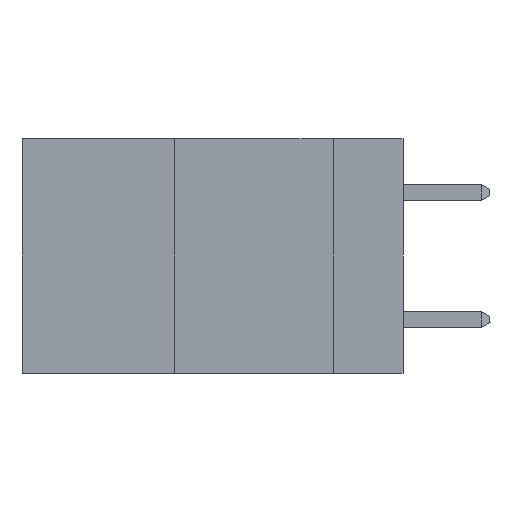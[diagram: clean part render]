
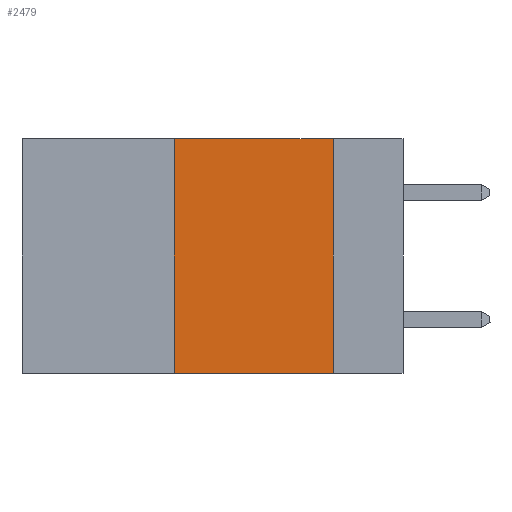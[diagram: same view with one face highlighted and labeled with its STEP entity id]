
A CAD part, left-side view. The second image highlights one B-rep face of the part: STEP entity #2479.
In plain terms, the highlighted planar face has unit normal (-1, 0, 0).
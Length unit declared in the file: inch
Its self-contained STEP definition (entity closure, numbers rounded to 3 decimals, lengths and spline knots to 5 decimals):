
#219 = VERTEX_POINT ( 'NONE', #1378 ) ;
#412 = DIRECTION ( 'NONE',  ( 0., 0., 1. ) ) ;
#678 = VECTOR ( 'NONE', #4995, 39.37008 ) ;
#1250 = EDGE_CURVE ( 'NONE', #3194, #8012, #9692, .T. ) ;
#1378 = CARTESIAN_POINT ( 'NONE',  ( 0., 0.36, -0.37 ) ) ;
#2341 = CARTESIAN_POINT ( 'NONE',  ( 0., 0.11, 0. ) ) ;
#2479 = ADVANCED_FACE ( 'NONE', ( #7205 ), #12712, .F. ) ;
#2530 = CARTESIAN_POINT ( 'NONE',  ( 0., 0.6, -0.37 ) ) ;
#2886 = VECTOR ( 'NONE', #15403, 39.37008 ) ;
#3144 = LINE ( 'NONE', #2530, #2886 ) ;
#3194 = VERTEX_POINT ( 'NONE', #20624 ) ;
#4779 = DIRECTION ( 'NONE',  ( 0., 0., -1. ) ) ;
#4995 = DIRECTION ( 'NONE',  ( 0., 0., -1. ) ) ;
#6253 = DIRECTION ( 'NONE',  ( 1., 0., 0. ) ) ;
#6836 = VERTEX_POINT ( 'NONE', #15854 ) ;
#7014 = VECTOR ( 'NONE', #412, 39.37008 ) ;
#7189 = EDGE_CURVE ( 'NONE', #219, #6836, #15571, .T. ) ;
#7205 = FACE_OUTER_BOUND ( 'NONE', #10303, .T. ) ;
#8012 = VERTEX_POINT ( 'NONE', #17098 ) ;
#8530 = ORIENTED_EDGE ( 'NONE', *, *, #11990, .T. ) ;
#8557 = VECTOR ( 'NONE', #14259, 39.37008 ) ;
#9692 = LINE ( 'NONE', #2341, #678 ) ;
#9924 = CARTESIAN_POINT ( 'NONE',  ( 0., 0.36, 0. ) ) ;
#10303 = EDGE_LOOP ( 'NONE', ( #19391, #18964, #11964, #8530 ) ) ;
#11964 = ORIENTED_EDGE ( 'NONE', *, *, #7189, .F. ) ;
#11990 = EDGE_CURVE ( 'NONE', #219, #8012, #3144, .T. ) ;
#12406 = AXIS2_PLACEMENT_3D ( 'NONE', #14489, #6253, #4779 ) ;
#12712 = PLANE ( 'NONE',  #12406 ) ;
#14259 = DIRECTION ( 'NONE',  ( 0., -1., 0. ) ) ;
#14489 = CARTESIAN_POINT ( 'NONE',  ( 0., 0.6, 0. ) ) ;
#15403 = DIRECTION ( 'NONE',  ( 0., -1., 0. ) ) ;
#15571 = LINE ( 'NONE', #9924, #7014 ) ;
#15854 = CARTESIAN_POINT ( 'NONE',  ( 0., 0.36, 0. ) ) ;
#16417 = LINE ( 'NONE', #20693, #8557 ) ;
#17098 = CARTESIAN_POINT ( 'NONE',  ( 0., 0.11, -0.37 ) ) ;
#17125 = EDGE_CURVE ( 'NONE', #6836, #3194, #16417, .T. ) ;
#18964 = ORIENTED_EDGE ( 'NONE', *, *, #17125, .F. ) ;
#19391 = ORIENTED_EDGE ( 'NONE', *, *, #1250, .F. ) ;
#20624 = CARTESIAN_POINT ( 'NONE',  ( 0., 0.11, 0. ) ) ;
#20693 = CARTESIAN_POINT ( 'NONE',  ( 0., 0.6, 0. ) ) ;
